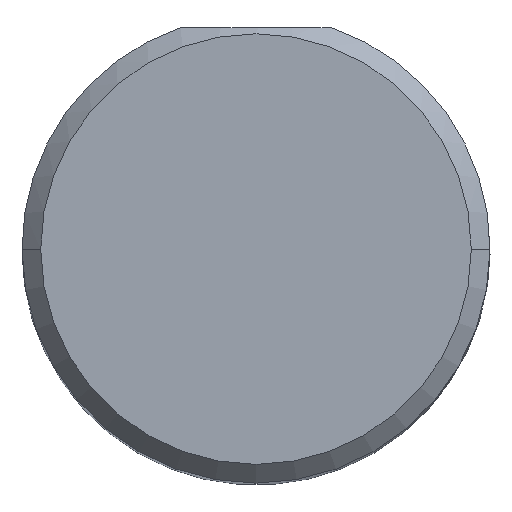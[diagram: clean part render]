
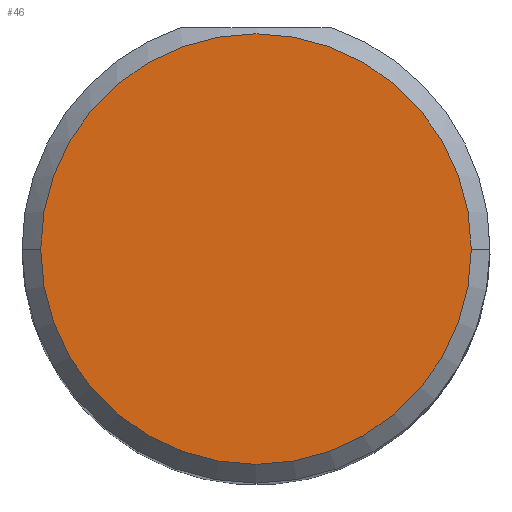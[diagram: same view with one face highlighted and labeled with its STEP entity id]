
A CAD part, top view. The second image highlights one B-rep face of the part: STEP entity #46.
In plain terms, the highlighted planar face has unit normal (0, 0, 1).
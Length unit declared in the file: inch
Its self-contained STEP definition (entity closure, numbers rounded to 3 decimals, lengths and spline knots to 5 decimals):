
#41 = CARTESIAN_POINT ( 'NONE',  ( 0., 0., 2.5 ) ) ;
#44 = EDGE_LOOP ( 'NONE', ( #513, #490 ) ) ;
#46 = ADVANCED_FACE ( 'NONE', ( #151 ), #318, .T. ) ;
#151 = FACE_OUTER_BOUND ( 'NONE', #44, .T. ) ;
#166 = DIRECTION ( 'NONE',  ( 1., 0., 0. ) ) ;
#174 = CARTESIAN_POINT ( 'NONE',  ( 0., 0., 2.5 ) ) ;
#223 = CIRCLE ( 'NONE', #507, 0.1725 ) ;
#228 = EDGE_CURVE ( 'NONE', #435, #310, #462, .T. ) ;
#238 = CARTESIAN_POINT ( 'NONE',  ( 0.1725, 0., 2.5 ) ) ;
#273 = EDGE_CURVE ( 'NONE', #310, #435, #223, .T. ) ;
#299 = DIRECTION ( 'NONE',  ( 0., 0., 1. ) ) ;
#310 = VERTEX_POINT ( 'NONE', #371 ) ;
#318 = PLANE ( 'NONE',  #345 ) ;
#326 = AXIS2_PLACEMENT_3D ( 'NONE', #174, #358, #518 ) ;
#345 = AXIS2_PLACEMENT_3D ( 'NONE', #377, #299, #166 ) ;
#358 = DIRECTION ( 'NONE',  ( 0., 0., 1. ) ) ;
#363 = DIRECTION ( 'NONE',  ( 0., 0., 1. ) ) ;
#371 = CARTESIAN_POINT ( 'NONE',  ( -0.1725, 0., 2.5 ) ) ;
#377 = CARTESIAN_POINT ( 'NONE',  ( 0., 0., 2.5 ) ) ;
#413 = DIRECTION ( 'NONE',  ( 1., 0., 0. ) ) ;
#435 = VERTEX_POINT ( 'NONE', #238 ) ;
#462 = CIRCLE ( 'NONE', #326, 0.1725 ) ;
#490 = ORIENTED_EDGE ( 'NONE', *, *, #228, .T. ) ;
#507 = AXIS2_PLACEMENT_3D ( 'NONE', #41, #363, #413 ) ;
#513 = ORIENTED_EDGE ( 'NONE', *, *, #273, .T. ) ;
#518 = DIRECTION ( 'NONE',  ( 1., 0., 0. ) ) ;
